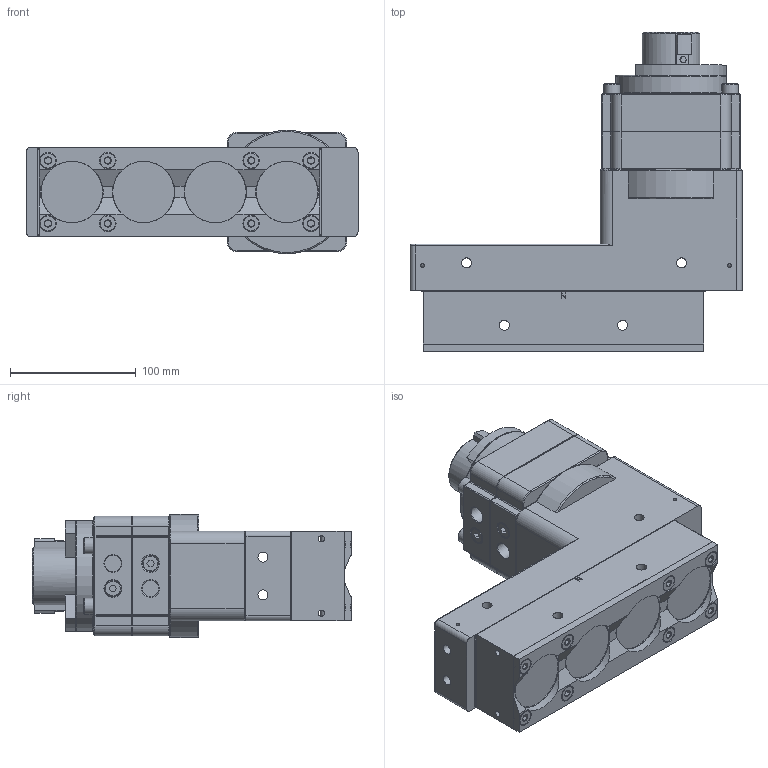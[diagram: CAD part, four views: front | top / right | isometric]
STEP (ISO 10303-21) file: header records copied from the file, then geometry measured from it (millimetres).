
FILE_DESCRIPTION(/* description */ (''),/* implementation_level */ '2;1');
FILE_NAME(/* name */ 'MS-8140404.stp',/* time_stamp */ '2013-11-29T13:09:52+01:00',/* author */ ('bs'),/* organization */ (''),/* preprocessor_version */ 'ST-DEVELOPER v15.2',/* originating_system */ 'Autodesk Inventor 2014',/* authorisation */ '');
FILE_SCHEMA (('AUTOMOTIVE_DESIGN { 1 0 10303 214 3 1 1 }'));
Length unit declared in the file: millimetre
Products named in the file (1): MS-8140404
Bounding box: 263.91 x 253.82 x 97.9 mm (x, y, z)
Surface area: 210972.9 mm2 (no closed solid volume)
Topology: 0 solids, 37 shells, 580 faces, 1747 edges, 1185 vertices
Faces by surface type: plane 274, cylinder 157, cone 115, torus 26, sphere 6, bspline 2
Full cylindrical faces by diameter (mm): 3 x4, 4 x2, 5 x6, 8 x13, 8.5 x2, 9.5 x2, 12.7 x2, 13 x8, 13.2 x14, 16 x4, 46 x1, 49 x4, 88 x1
Entity records: 21632 total; most frequent: CARTESIAN_POINT 5885, DIRECTION 3204, ORIENTED_EDGE 2627, EDGE_CURVE 1634, VERTEX_POINT 1174, AXIS2_PLACEMENT_3D 1162, LINE 880, VECTOR 880
